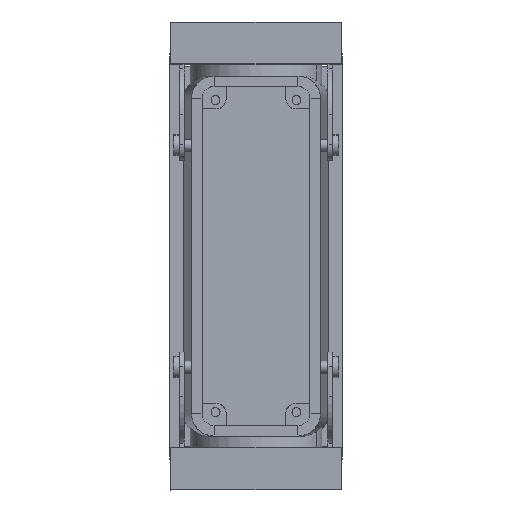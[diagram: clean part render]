
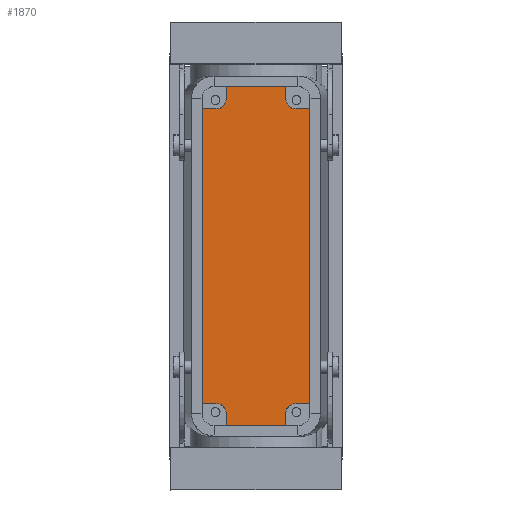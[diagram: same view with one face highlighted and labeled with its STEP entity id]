
A CAD part, top view. The second image highlights one B-rep face of the part: STEP entity #1870.
In plain terms, the highlighted planar face has unit normal (0, 0, 1).
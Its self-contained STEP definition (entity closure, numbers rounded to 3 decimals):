
#583=AXIS2_PLACEMENT_3D('Circle Axis2P3D',#581,#582,$) ;
#660=AXIS2_PLACEMENT_3D('Circle Axis2P3D',#658,#659,$) ;
#1796=AXIS2_PLACEMENT_3D('Plane Axis2P3D',#1793,#1794,#1795) ;
#1800=AXIS2_PLACEMENT_3D('Circle Axis2P3D',#1798,#1799,$) ;
#1830=AXIS2_PLACEMENT_3D('Circle Axis2P3D',#1828,#1829,$) ;
#557=CARTESIAN_POINT('Vertex',(46.75,28.75,5.5)) ;
#560=CARTESIAN_POINT('Line Origine',(44.25,28.75,5.5)) ;
#564=CARTESIAN_POINT('Vertex',(41.75,28.75,5.5)) ;
#581=CARTESIAN_POINT('Axis2P3D Location',(41.75,25.75,5.5)) ;
#585=CARTESIAN_POINT('Vertex',(38.75,25.75,5.5)) ;
#601=CARTESIAN_POINT('Line Origine',(38.75,23.625,5.5)) ;
#605=CARTESIAN_POINT('Vertex',(38.75,21.5,5.5)) ;
#620=CARTESIAN_POINT('Line Origine',(28.75,21.5,5.5)) ;
#624=CARTESIAN_POINT('Vertex',(18.75,21.5,5.5)) ;
#639=CARTESIAN_POINT('Line Origine',(18.75,23.625,5.5)) ;
#643=CARTESIAN_POINT('Vertex',(18.75,25.75,5.5)) ;
#658=CARTESIAN_POINT('Axis2P3D Location',(15.75,25.75,5.5)) ;
#662=CARTESIAN_POINT('Vertex',(15.75,28.75,5.5)) ;
#677=CARTESIAN_POINT('Line Origine',(13.25,28.75,5.5)) ;
#681=CARTESIAN_POINT('Vertex',(10.75,28.75,5.5)) ;
#1769=CARTESIAN_POINT('Vertex',(46.75,127.25,5.5)) ;
#1772=CARTESIAN_POINT('Line Origine',(46.75,78.,5.5)) ;
#1793=CARTESIAN_POINT('Axis2P3D Location',(28.75,78.,5.5)) ;
#1798=CARTESIAN_POINT('Axis2P3D Location',(41.75,130.25,5.5)) ;
#1802=CARTESIAN_POINT('Vertex',(38.75,130.25,5.5)) ;
#1804=CARTESIAN_POINT('Vertex',(41.75,127.25,5.5)) ;
#1807=CARTESIAN_POINT('Line Origine',(38.75,132.375,5.5)) ;
#1811=CARTESIAN_POINT('Vertex',(38.75,134.5,5.5)) ;
#1814=CARTESIAN_POINT('Line Origine',(28.75,134.5,5.5)) ;
#1818=CARTESIAN_POINT('Vertex',(18.75,134.5,5.5)) ;
#1821=CARTESIAN_POINT('Line Origine',(18.75,132.375,5.5)) ;
#1825=CARTESIAN_POINT('Vertex',(18.75,130.25,5.5)) ;
#1828=CARTESIAN_POINT('Axis2P3D Location',(15.75,130.25,5.5)) ;
#1832=CARTESIAN_POINT('Vertex',(15.75,127.25,5.5)) ;
#1835=CARTESIAN_POINT('Line Origine',(13.25,127.25,5.5)) ;
#1839=CARTESIAN_POINT('Vertex',(10.75,127.25,5.5)) ;
#1842=CARTESIAN_POINT('Line Origine',(10.75,78.,5.5)) ;
#1847=CARTESIAN_POINT('Line Origine',(44.25,127.25,5.5)) ;
#561=DIRECTION('Vector Direction',(-1.,0.,0.)) ;
#582=DIRECTION('Axis2P3D Direction',(-0.,0.,-1.)) ;
#602=DIRECTION('Vector Direction',(0.,-1.,0.)) ;
#621=DIRECTION('Vector Direction',(1.,0.,0.)) ;
#640=DIRECTION('Vector Direction',(0.,-1.,0.)) ;
#659=DIRECTION('Axis2P3D Direction',(0.,0.,-1.)) ;
#678=DIRECTION('Vector Direction',(1.,0.,0.)) ;
#1773=DIRECTION('Vector Direction',(0.,-1.,0.)) ;
#1794=DIRECTION('Axis2P3D Direction',(0.,-0.,1.)) ;
#1795=DIRECTION('Axis2P3D XDirection',(0.,1.,0.)) ;
#1799=DIRECTION('Axis2P3D Direction',(0.,-0.,1.)) ;
#1808=DIRECTION('Vector Direction',(0.,1.,0.)) ;
#1815=DIRECTION('Vector Direction',(-1.,0.,0.)) ;
#1822=DIRECTION('Vector Direction',(0.,1.,0.)) ;
#1829=DIRECTION('Axis2P3D Direction',(0.,-0.,1.)) ;
#1836=DIRECTION('Vector Direction',(1.,0.,0.)) ;
#1843=DIRECTION('Vector Direction',(0.,1.,0.)) ;
#1848=DIRECTION('Vector Direction',(-1.,0.,0.)) ;
#562=VECTOR('Line Direction',#561,1.) ;
#603=VECTOR('Line Direction',#602,1.) ;
#622=VECTOR('Line Direction',#621,1.) ;
#641=VECTOR('Line Direction',#640,1.) ;
#679=VECTOR('Line Direction',#678,1.) ;
#1774=VECTOR('Line Direction',#1773,1.) ;
#1809=VECTOR('Line Direction',#1808,1.) ;
#1816=VECTOR('Line Direction',#1815,1.) ;
#1823=VECTOR('Line Direction',#1822,1.) ;
#1837=VECTOR('Line Direction',#1836,1.) ;
#1844=VECTOR('Line Direction',#1843,1.) ;
#1849=VECTOR('Line Direction',#1848,1.) ;
#1853=ORIENTED_EDGE('',*,*,#1806,.F.) ;
#1854=ORIENTED_EDGE('',*,*,#1813,.T.) ;
#1855=ORIENTED_EDGE('',*,*,#1820,.T.) ;
#1856=ORIENTED_EDGE('',*,*,#1827,.F.) ;
#1857=ORIENTED_EDGE('',*,*,#1834,.F.) ;
#1858=ORIENTED_EDGE('',*,*,#1841,.F.) ;
#1859=ORIENTED_EDGE('',*,*,#1846,.T.) ;
#1860=ORIENTED_EDGE('',*,*,#683,.T.) ;
#1861=ORIENTED_EDGE('',*,*,#664,.F.) ;
#1862=ORIENTED_EDGE('',*,*,#645,.T.) ;
#1863=ORIENTED_EDGE('',*,*,#626,.T.) ;
#1864=ORIENTED_EDGE('',*,*,#607,.F.) ;
#1865=ORIENTED_EDGE('',*,*,#587,.F.) ;
#1866=ORIENTED_EDGE('',*,*,#566,.F.) ;
#1867=ORIENTED_EDGE('',*,*,#1776,.T.) ;
#1868=ORIENTED_EDGE('',*,*,#1851,.T.) ;
#1870=ADVANCED_FACE('Housing',(#1869),#1797,.T.) ;
#584=CIRCLE('generated circle',#583,3.) ;
#661=CIRCLE('generated circle',#660,3.) ;
#1801=CIRCLE('generated circle',#1800,3.) ;
#1831=CIRCLE('generated circle',#1830,3.) ;
#566=EDGE_CURVE('',#558,#565,#563,.T.) ;
#587=EDGE_CURVE('',#565,#586,#584,.F.) ;
#607=EDGE_CURVE('',#586,#606,#604,.T.) ;
#626=EDGE_CURVE('',#625,#606,#623,.T.) ;
#645=EDGE_CURVE('',#644,#625,#642,.T.) ;
#664=EDGE_CURVE('',#644,#663,#661,.F.) ;
#683=EDGE_CURVE('',#682,#663,#680,.T.) ;
#1776=EDGE_CURVE('',#558,#1770,#1775,.F.) ;
#1806=EDGE_CURVE('',#1803,#1805,#1801,.T.) ;
#1813=EDGE_CURVE('',#1803,#1812,#1810,.T.) ;
#1820=EDGE_CURVE('',#1812,#1819,#1817,.T.) ;
#1827=EDGE_CURVE('',#1826,#1819,#1824,.T.) ;
#1834=EDGE_CURVE('',#1833,#1826,#1831,.T.) ;
#1841=EDGE_CURVE('',#1840,#1833,#1838,.T.) ;
#1846=EDGE_CURVE('',#1840,#682,#1845,.F.) ;
#1851=EDGE_CURVE('',#1770,#1805,#1850,.T.) ;
#1852=EDGE_LOOP('',(#1853,#1854,#1855,#1856,#1857,#1858,#1859,#1860,#1861,#1862,#1863,#1864,#1865,#1866,#1867,#1868)) ;
#1869=FACE_OUTER_BOUND('',#1852,.T.) ;
#563=LINE('Line',#560,#562) ;
#604=LINE('Line',#601,#603) ;
#623=LINE('Line',#620,#622) ;
#642=LINE('Line',#639,#641) ;
#680=LINE('Line',#677,#679) ;
#1775=LINE('Line',#1772,#1774) ;
#1810=LINE('Line',#1807,#1809) ;
#1817=LINE('Line',#1814,#1816) ;
#1824=LINE('Line',#1821,#1823) ;
#1838=LINE('Line',#1835,#1837) ;
#1845=LINE('Line',#1842,#1844) ;
#1850=LINE('Line',#1847,#1849) ;
#1797=PLANE('',#1796) ;
#558=VERTEX_POINT('',#557) ;
#565=VERTEX_POINT('',#564) ;
#586=VERTEX_POINT('',#585) ;
#606=VERTEX_POINT('',#605) ;
#625=VERTEX_POINT('',#624) ;
#644=VERTEX_POINT('',#643) ;
#663=VERTEX_POINT('',#662) ;
#682=VERTEX_POINT('',#681) ;
#1770=VERTEX_POINT('',#1769) ;
#1803=VERTEX_POINT('',#1802) ;
#1805=VERTEX_POINT('',#1804) ;
#1812=VERTEX_POINT('',#1811) ;
#1819=VERTEX_POINT('',#1818) ;
#1826=VERTEX_POINT('',#1825) ;
#1833=VERTEX_POINT('',#1832) ;
#1840=VERTEX_POINT('',#1839) ;
